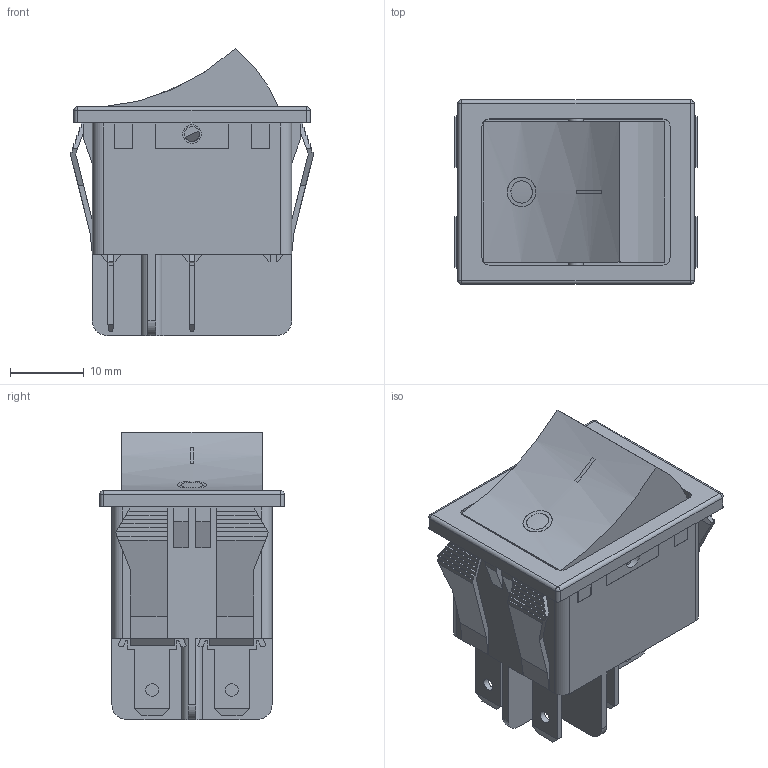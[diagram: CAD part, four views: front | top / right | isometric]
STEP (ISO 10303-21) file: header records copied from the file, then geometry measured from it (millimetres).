
FILE_DESCRIPTION((''),'2;1');
FILE_NAME('RB212Cxxx1.stp','2017-07-27T15:49:08',('mroman'),(''),'Autodesk Inventor 2012','Autodesk Inventor 2012','');
FILE_SCHEMA(('CONFIG_CONTROL_DESIGN'));
Length unit declared in the file: inch
Products named in the file (1): Part43
Bounding box: 32.8 x 25 x 38.9 mm (x, y, z)
Volume: 7277.2 mm3; surface area: 9658.1 mm2
Topology: 2 solids, 2 shells, 1662 faces, 4563 edges, 3008 vertices
Faces by surface type: plane 1106, bspline 488, cylinder 64, sphere 4
Full cylindrical faces by diameter (mm): 1.7 x4, 2 x2, 2.5 x2
Entity records: 58388 total; most frequent: CARTESIAN_POINT 17830, ORIENTED_EDGE 9104, DIRECTION 6054, EDGE_CURVE 4552, VECTOR 3448, LINE 3448, VERTEX_POINT 3006, EDGE_LOOP 1810
